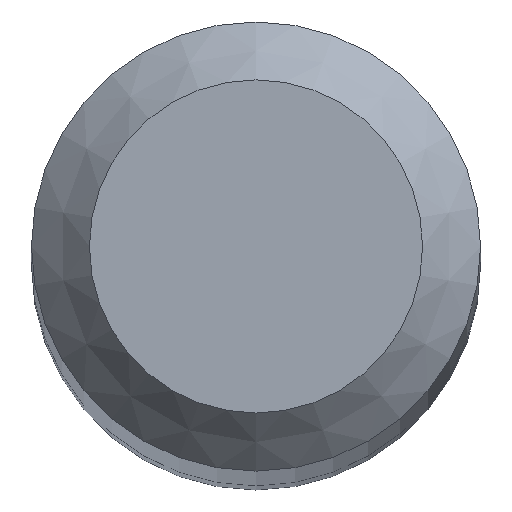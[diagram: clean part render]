
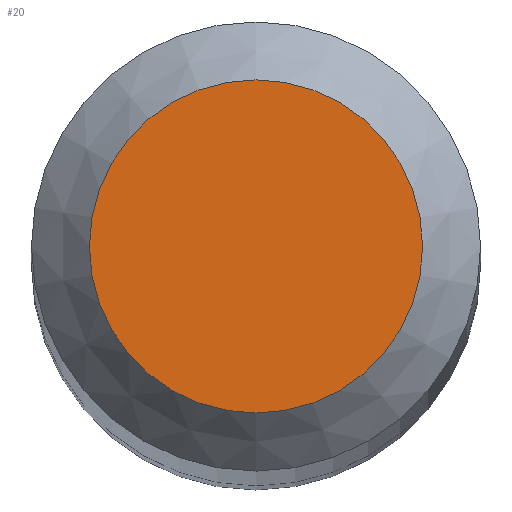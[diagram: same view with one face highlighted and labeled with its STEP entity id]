
A CAD part, top view. The second image highlights one B-rep face of the part: STEP entity #20.
In plain terms, the highlighted planar face has unit normal (0, 0, 1).
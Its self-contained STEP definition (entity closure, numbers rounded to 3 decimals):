
#20 = ADVANCED_FACE ( 'NONE', ( #63 ), #93, .F. ) ;
#47 = DIRECTION ( 'NONE',  ( 0., 1., 0. ) ) ;
#55 = VERTEX_POINT ( 'NONE', #106 ) ;
#56 = EDGE_CURVE ( 'NONE', #55, #55, #68, .T. ) ;
#63 = FACE_OUTER_BOUND ( 'NONE', #122, .T. ) ;
#68 = CIRCLE ( 'NONE', #157, 0.575 ) ;
#93 = PLANE ( 'NONE',  #107 ) ;
#106 = CARTESIAN_POINT ( 'NONE',  ( 0., 0.575, 38. ) ) ;
#107 = AXIS2_PLACEMENT_3D ( 'NONE', #144, #148, #133 ) ;
#122 = EDGE_LOOP ( 'NONE', ( #181 ) ) ;
#123 = DIRECTION ( 'NONE',  ( 0., 0., -1. ) ) ;
#133 = DIRECTION ( 'NONE',  ( 0., 1., 0. ) ) ;
#144 = CARTESIAN_POINT ( 'NONE',  ( 0., 0., 38. ) ) ;
#148 = DIRECTION ( 'NONE',  ( 0., 0., -1. ) ) ;
#157 = AXIS2_PLACEMENT_3D ( 'NONE', #197, #123, #47 ) ;
#181 = ORIENTED_EDGE ( 'NONE', *, *, #56, .F. ) ;
#197 = CARTESIAN_POINT ( 'NONE',  ( 0., 0., 38. ) ) ;
